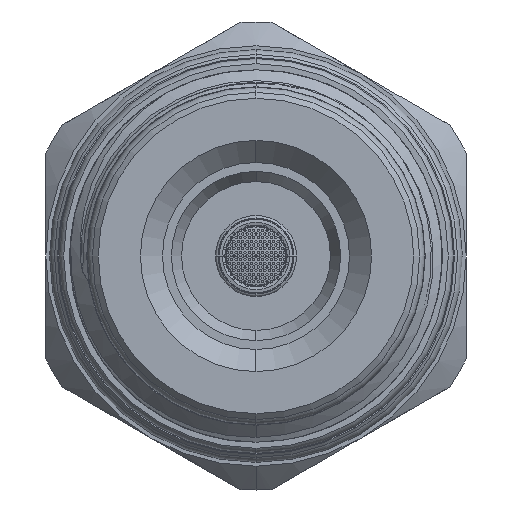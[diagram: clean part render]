
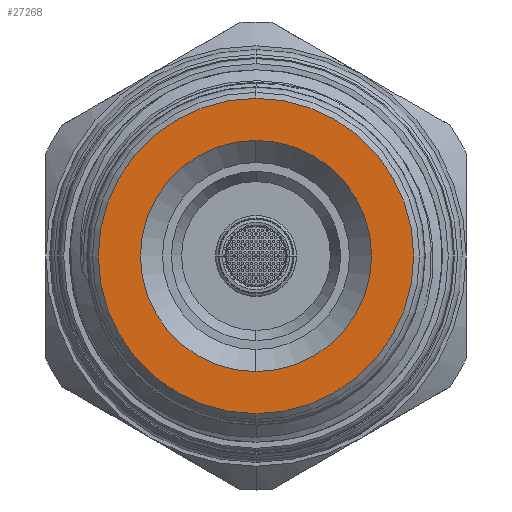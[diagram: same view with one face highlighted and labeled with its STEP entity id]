
A CAD part, left-side view. The second image highlights one B-rep face of the part: STEP entity #27268.
In plain terms, the highlighted planar face has unit normal (-1, 0, 0).
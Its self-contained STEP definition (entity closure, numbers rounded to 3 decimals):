
#2084 = CARTESIAN_POINT ( 'NONE',  ( -69.87, 0., 10.715 ) ) ;
#3188 = EDGE_CURVE ( 'NONE', #17589, #40477, #16813, .T. ) ;
#3268 = EDGE_CURVE ( 'NONE', #40548, #40579, #17003, .T. ) ;
#5383 = CARTESIAN_POINT ( 'NONE',  ( -69.87, 0., 0. ) ) ;
#5384 = DIRECTION ( 'NONE',  ( -1., 0., 0. ) ) ;
#5385 = DIRECTION ( 'NONE',  ( 0., 0., -1. ) ) ;
#5435 = CARTESIAN_POINT ( 'NONE',  ( -69.87, 0., 0. ) ) ;
#5436 = DIRECTION ( 'NONE',  ( -1., 0., 0. ) ) ;
#5437 = DIRECTION ( 'NONE',  ( 0., 0., 1. ) ) ;
#11840 = EDGE_CURVE ( 'NONE', #40477, #17589, #20120, .T. ) ;
#11867 = EDGE_CURVE ( 'NONE', #40579, #40548, #20125, .T. ) ;
#16813 = CIRCLE ( 'NONE', #18171, 10.715 ) ;
#17003 = CIRCLE ( 'NONE', #18283, 7.85 ) ;
#17589 = VERTEX_POINT ( 'NONE', #2084 ) ;
#18171 = AXIS2_PLACEMENT_3D ( 'NONE', #36047, #36054, #36059 ) ;
#18283 = AXIS2_PLACEMENT_3D ( 'NONE', #21401, #21403, #21462 ) ;
#19574 = CARTESIAN_POINT ( 'NONE',  ( -69.87, 0., 0. ) ) ;
#19577 = PLANE ( 'NONE',  #35239 ) ;
#19579 = DIRECTION ( 'NONE',  ( 1., 0., 0. ) ) ;
#19581 = DIRECTION ( 'NONE',  ( 0., 0., -1. ) ) ;
#20120 = CIRCLE ( 'NONE', #35111, 10.715 ) ;
#20125 = CIRCLE ( 'NONE', #35096, 7.85 ) ;
#21401 = CARTESIAN_POINT ( 'NONE',  ( -69.87, 0., 0. ) ) ;
#21403 = DIRECTION ( 'NONE',  ( -1., 0., 0. ) ) ;
#21462 = DIRECTION ( 'NONE',  ( 0., 0., 1. ) ) ;
#27268 = ADVANCED_FACE ( 'NONE', ( #45849, #45782 ), #19577, .F. ) ;
#35096 = AXIS2_PLACEMENT_3D ( 'NONE', #5435, #5436, #5437 ) ;
#35111 = AXIS2_PLACEMENT_3D ( 'NONE', #5383, #5384, #5385 ) ;
#35239 = AXIS2_PLACEMENT_3D ( 'NONE', #19574, #19579, #19581 ) ;
#35522 = ORIENTED_EDGE ( 'NONE', *, *, #11840, .T. ) ;
#36047 = CARTESIAN_POINT ( 'NONE',  ( -69.87, 0., 0. ) ) ;
#36054 = DIRECTION ( 'NONE',  ( -1., 0., 0. ) ) ;
#36059 = DIRECTION ( 'NONE',  ( 0., 0., -1. ) ) ;
#39660 = CARTESIAN_POINT ( 'NONE',  ( -69.87, 0., -10.715 ) ) ;
#39722 = CARTESIAN_POINT ( 'NONE',  ( -69.87, 0., 7.85 ) ) ;
#39731 = CARTESIAN_POINT ( 'NONE',  ( -69.87, 0., -7.85 ) ) ;
#40116 = EDGE_LOOP ( 'NONE', ( #40539, #40496 ) ) ;
#40141 = EDGE_LOOP ( 'NONE', ( #35522, #40569 ) ) ;
#40477 = VERTEX_POINT ( 'NONE', #39660 ) ;
#40496 = ORIENTED_EDGE ( 'NONE', *, *, #3268, .F. ) ;
#40539 = ORIENTED_EDGE ( 'NONE', *, *, #11867, .F. ) ;
#40548 = VERTEX_POINT ( 'NONE', #39731 ) ;
#40569 = ORIENTED_EDGE ( 'NONE', *, *, #3188, .T. ) ;
#40579 = VERTEX_POINT ( 'NONE', #39722 ) ;
#45782 = FACE_BOUND ( 'NONE', #40116, .T. ) ;
#45849 = FACE_OUTER_BOUND ( 'NONE', #40141, .T. ) ;
